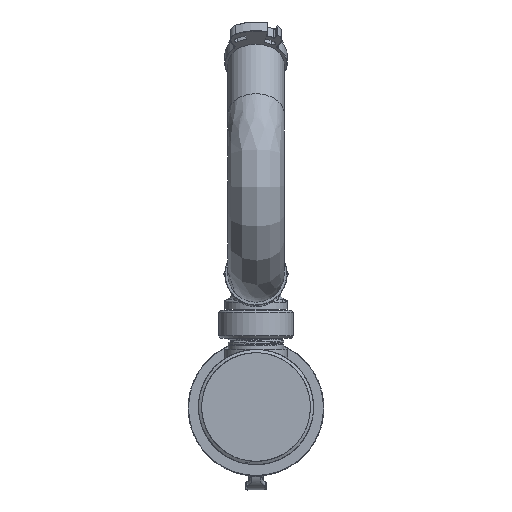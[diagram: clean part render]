
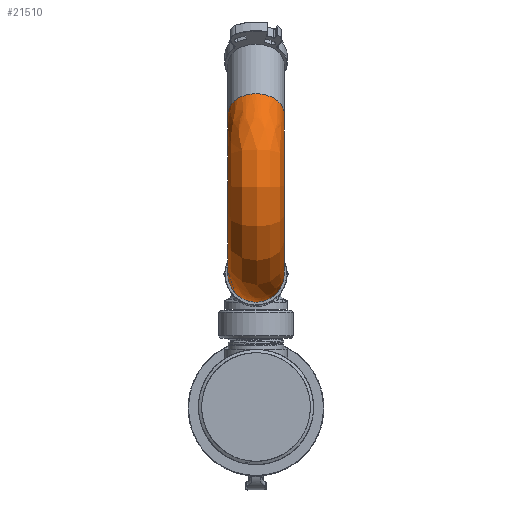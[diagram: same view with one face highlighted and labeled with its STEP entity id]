
A CAD part, top view. The second image highlights one B-rep face of the part: STEP entity #21510.
In plain terms, the highlighted free-form (B-spline) face has degree [2, 2] with [4, 7] control points.
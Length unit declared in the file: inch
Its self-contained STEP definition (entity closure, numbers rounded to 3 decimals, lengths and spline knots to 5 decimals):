
#463 = DIRECTION ( 'NONE',  ( -1., 0., 0. ) ) ;
#678 = CARTESIAN_POINT ( 'NONE',  ( 1.5, 7.82877, 10.83077 ) ) ;
#785 = CARTESIAN_POINT ( 'NONE',  ( 0.375, 2.91148, 11.16744 ) ) ;
#2324 = DIRECTION ( 'NONE',  ( 0., -0.707, -0.707 ) ) ;
#3135 = CIRCLE ( 'NONE', #4445, 0.75 ) ;
#3198 = CARTESIAN_POINT ( 'NONE',  ( -0.75, 6.91021, 9.91221 ) ) ;
#3307 = CARTESIAN_POINT ( 'NONE',  ( 0.375, 4.21052, 10.29945 ) ) ;
#4445 = AXIS2_PLACEMENT_3D ( 'NONE', #32286, #17322, #2324 ) ;
#5703 = CARTESIAN_POINT ( 'NONE',  ( -0.75, 6.64758, 12.01195 ) ) ;
#5821 = CARTESIAN_POINT ( 'NONE',  ( -0.75, 3.561, 10.73345 ) ) ;
#7536 = EDGE_LOOP ( 'NONE', ( #12908 ) ) ;
#8119 = CARTESIAN_POINT ( 'NONE',  ( 0.375, 8.28805, 11.29005 ) ) ;
#8229 = CARTESIAN_POINT ( 'NONE',  ( 0.375, 6.79998, 12.77811 ) ) ;
#8335 = CARTESIAN_POINT ( 'NONE',  ( -0.75, 2.26196, 9.063 ) ) ;
#10767 = CARTESIAN_POINT ( 'NONE',  ( 0.375, 6.49518, 11.24579 ) ) ;
#10881 = CARTESIAN_POINT ( 'NONE',  ( 1.5, 3.561, 9.063 ) ) ;
#11153 = CIRCLE ( 'NONE', #20021, 0.75 ) ;
#11585 = VERTEX_POINT ( 'NONE', #32132 ) ;
#12729 = FACE_OUTER_BOUND ( 'NONE', #7536, .T. ) ;
#12908 = ORIENTED_EDGE ( 'NONE', *, *, #29293, .F. ) ;
#13299 = CARTESIAN_POINT ( 'NONE',  ( -0.75, 6.64758, 12.01195 ) ) ;
#13398 = CARTESIAN_POINT ( 'NONE',  ( -0.75, 4.86004, 9.063 ) ) ;
#14330 = VERTEX_POINT ( 'NONE', #29826 ) ;
#15480 = DIRECTION ( 'NONE',  ( 0., 0., 1. ) ) ;
#15797 = CARTESIAN_POINT ( 'NONE',  ( -0.75, 2.26196, 11.60144 ) ) ;
#17322 = DIRECTION ( 'NONE',  ( 0., 0.707, -0.707 ) ) ;
#18201 = CARTESIAN_POINT ( 'NONE',  ( 0.375, 7.36949, 10.37149 ) ) ;
#18310 = CARTESIAN_POINT ( 'NONE',  ( 1.5, 3.561, 10.73345 ) ) ;
#19465 = EDGE_CURVE ( 'NONE', #11585, #11585, #11153, .T. ) ;
#20021 = AXIS2_PLACEMENT_3D ( 'NONE', #30437, #15480, #463 ) ;
#20721 = CARTESIAN_POINT ( 'NONE',  ( -0.75, 7.82877, 10.83077 ) ) ;
#20829 = CARTESIAN_POINT ( 'NONE',  ( -0.75, 4.86004, 9.86546 ) ) ;
#21510 = ADVANCED_FACE ( 'NONE', ( #12729, #31079 ), #30022, .T. ) ;
#23213 = CARTESIAN_POINT ( 'NONE',  ( -0.75, 6.95238, 13.54427 ) ) ;
#23329 = CARTESIAN_POINT ( 'NONE',  ( -0.75, 3.561, 9.063 ) ) ;
#25715 = CARTESIAN_POINT ( 'NONE',  ( 1.5, 6.64758, 12.01195 ) ) ;
#25826 = CARTESIAN_POINT ( 'NONE',  ( 0.375, 2.91148, 9.063 ) ) ;
#27984 = EDGE_LOOP ( 'NONE', ( #31092 ) ) ;
#28130 = CARTESIAN_POINT ( 'NONE',  ( -0.75, 8.74733, 11.74933 ) ) ;
#28237 = CARTESIAN_POINT ( 'NONE',  ( -0.75, 6.34279, 10.47963 ) ) ;
#28339 = CARTESIAN_POINT ( 'NONE',  ( 0.375, 4.21052, 9.063 ) ) ;
#29293 = EDGE_CURVE ( 'NONE', #14330, #14330, #3135, .T. ) ;
#29826 = CARTESIAN_POINT ( 'NONE',  ( 0., 7.29844, 10.30044 ) ) ;
#30022 =( BOUNDED_SURFACE ( )  B_SPLINE_SURFACE ( 2, 2, ( 
 ( #30646, #28130, #8119, #678, #18201, #3198, #20721 ),
 ( #5703, #23213, #8229, #25715, #10767, #28237, #13299 ),
 ( #30750, #15797, #785, #18310, #3307, #20829, #5821 ),
 ( #23329, #8335, #25826, #10881, #28339, #13398, #30861 ) ),
 .UNSPECIFIED., .F., .T., .F. ) 
 B_SPLINE_SURFACE_WITH_KNOTS ( ( 3, 1, 3 ),
 ( 3, 2, 2, 3 ),
 ( 0., 0.5, 1. ),
 ( 0., 0.38883, 0.77766, 1.16649 ),
 .UNSPECIFIED. ) 
 GEOMETRIC_REPRESENTATION_ITEM ( )  RATIONAL_B_SPLINE_SURFACE ( (
 ( 1., 0.5, 1., 0.5, 1., 0.5, 1.),
 ( 0.691, 0.346, 0.691, 0.346, 0.691, 0.346, 0.691),
 ( 0.691, 0.346, 0.691, 0.346, 0.691, 0.346, 0.691),
 ( 1., 0.5, 1., 0.5, 1., 0.5, 1.) ) ) 
 REPRESENTATION_ITEM ( '' )  SURFACE ( )  );
#30437 = CARTESIAN_POINT ( 'NONE',  ( 0., 3.561, 9.063 ) ) ;
#30646 = CARTESIAN_POINT ( 'NONE',  ( -0.75, 7.82877, 10.83077 ) ) ;
#30750 = CARTESIAN_POINT ( 'NONE',  ( -0.75, 3.561, 10.73345 ) ) ;
#30861 = CARTESIAN_POINT ( 'NONE',  ( -0.75, 3.561, 9.063 ) ) ;
#31079 = FACE_OUTER_BOUND ( 'NONE', #27984, .T. ) ;
#31092 = ORIENTED_EDGE ( 'NONE', *, *, #19465, .T. ) ;
#32132 = CARTESIAN_POINT ( 'NONE',  ( -0.75, 3.561, 9.063 ) ) ;
#32286 = CARTESIAN_POINT ( 'NONE',  ( 0., 7.82877, 10.83077 ) ) ;
